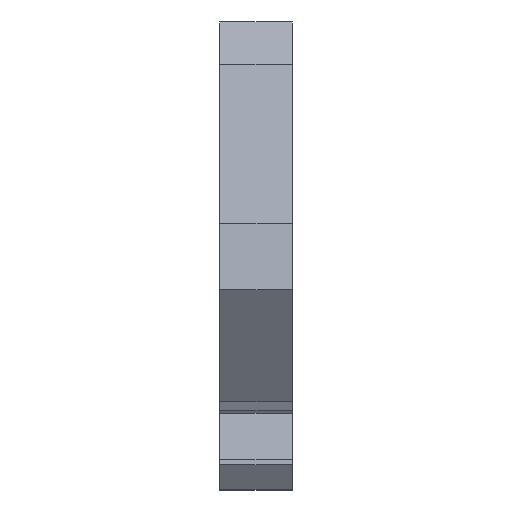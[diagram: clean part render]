
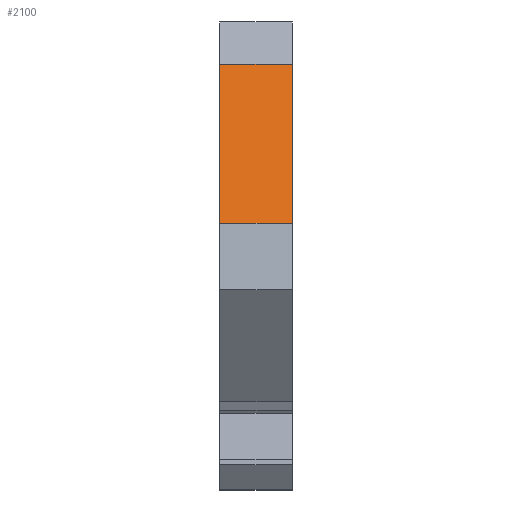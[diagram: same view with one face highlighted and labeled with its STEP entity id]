
A CAD part, left-side view. The second image highlights one B-rep face of the part: STEP entity #2100.
In plain terms, the highlighted planar face has unit normal (-0.574, 0, 0.819).
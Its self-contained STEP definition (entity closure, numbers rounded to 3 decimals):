
#146 = DIRECTION ( 'NONE',  ( 0.574, 0., -0.819 ) ) ;
#159 = EDGE_LOOP ( 'NONE', ( #533, #1336, #2241, #1034 ) ) ;
#181 = CARTESIAN_POINT ( 'NONE',  ( 110.436, 3., 72.439 ) ) ;
#194 = VERTEX_POINT ( 'NONE', #1288 ) ;
#254 = DIRECTION ( 'NONE',  ( 0.819, 0., 0.574 ) ) ;
#494 = VECTOR ( 'NONE', #2052, 1000. ) ;
#533 = ORIENTED_EDGE ( 'NONE', *, *, #2080, .T. ) ;
#734 = VECTOR ( 'NONE', #1046, 1000. ) ;
#770 = CARTESIAN_POINT ( 'NONE',  ( 110.436, 3., 72.439 ) ) ;
#805 = VERTEX_POINT ( 'NONE', #770 ) ;
#863 = VERTEX_POINT ( 'NONE', #1216 ) ;
#884 = LINE ( 'NONE', #1730, #734 ) ;
#953 = CARTESIAN_POINT ( 'NONE',  ( 110.436, 3., 72.439 ) ) ;
#954 = LINE ( 'NONE', #1869, #998 ) ;
#976 = AXIS2_PLACEMENT_3D ( 'NONE', #181, #146, #1960 ) ;
#998 = VECTOR ( 'NONE', #254, 1000. ) ;
#1034 = ORIENTED_EDGE ( 'NONE', *, *, #1794, .T. ) ;
#1045 = DIRECTION ( 'NONE',  ( 0.819, 0., 0.574 ) ) ;
#1046 = DIRECTION ( 'NONE',  ( 0., -1., 0. ) ) ;
#1053 = VERTEX_POINT ( 'NONE', #2281 ) ;
#1216 = CARTESIAN_POINT ( 'NONE',  ( 101.004, 0., 65.835 ) ) ;
#1288 = CARTESIAN_POINT ( 'NONE',  ( 101.004, 3., 65.835 ) ) ;
#1313 = PLANE ( 'NONE',  #976 ) ;
#1336 = ORIENTED_EDGE ( 'NONE', *, *, #1377, .F. ) ;
#1377 = EDGE_CURVE ( 'NONE', #805, #1053, #2260, .T. ) ;
#1401 = VECTOR ( 'NONE', #1045, 1000. ) ;
#1486 = CARTESIAN_POINT ( 'NONE',  ( 110.436, 0., 72.439 ) ) ;
#1730 = CARTESIAN_POINT ( 'NONE',  ( 101.004, 3., 65.835 ) ) ;
#1794 = EDGE_CURVE ( 'NONE', #194, #863, #884, .T. ) ;
#1869 = CARTESIAN_POINT ( 'NONE',  ( 110.436, 3., 72.439 ) ) ;
#1960 = DIRECTION ( 'NONE',  ( -0.819, 0., -0.574 ) ) ;
#2052 = DIRECTION ( 'NONE',  ( 0., -1., 0. ) ) ;
#2080 = EDGE_CURVE ( 'NONE', #863, #1053, #2924, .T. ) ;
#2100 = ADVANCED_FACE ( 'NONE', ( #2656 ), #1313, .F. ) ;
#2241 = ORIENTED_EDGE ( 'NONE', *, *, #2783, .F. ) ;
#2260 = LINE ( 'NONE', #953, #494 ) ;
#2281 = CARTESIAN_POINT ( 'NONE',  ( 110.436, 0., 72.439 ) ) ;
#2656 = FACE_OUTER_BOUND ( 'NONE', #159, .T. ) ;
#2783 = EDGE_CURVE ( 'NONE', #194, #805, #954, .T. ) ;
#2924 = LINE ( 'NONE', #1486, #1401 ) ;
